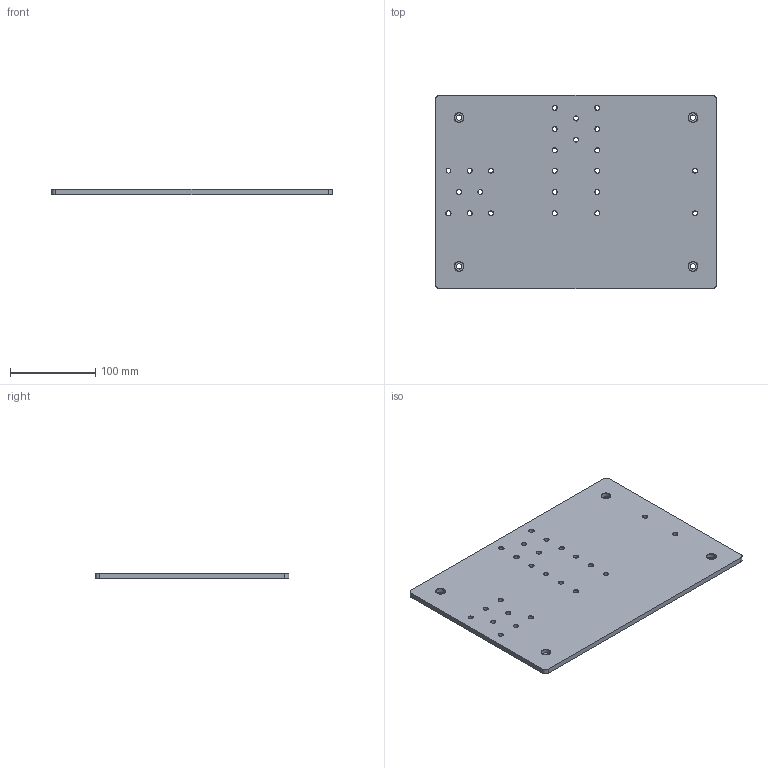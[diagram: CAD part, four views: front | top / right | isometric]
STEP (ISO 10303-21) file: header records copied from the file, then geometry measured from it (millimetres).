
FILE_DESCRIPTION((''),'2;1');
FILE_NAME('OS913-A','2022-09-03T',('daizh'),(''),'CREO PARAMETRIC BY PTC INC, 2018360','CREO PARAMETRIC BY PTC INC, 2018360','');
FILE_SCHEMA(('CONFIG_CONTROL_DESIGN'));
Length unit declared in the file: millimetre
Products named in the file (1): OS913-A
Bounding box: 330 x 228 x 6 mm (x, y, z)
Volume: 445827.3 mm3; surface area: 158798.7 mm2
Topology: 1 solids, 1 shells, 182 faces, 424 edges, 248 vertices
Faces by surface type: cone 104, cylinder 68, plane 10
Entity records: 5326 total; most frequent: DIRECTION 1028, CARTESIAN_POINT 854, ORIENTED_EDGE 848, EDGE_CURVE 424, AXIS2_PLACEMENT_3D 422, VERTEX_POINT 248, EDGE_LOOP 242, CIRCLE 240
